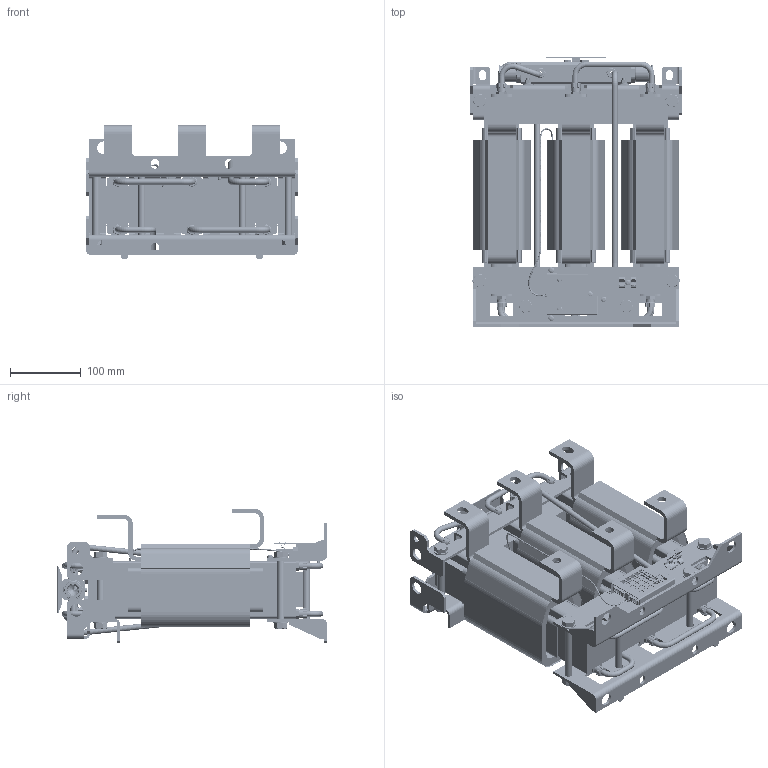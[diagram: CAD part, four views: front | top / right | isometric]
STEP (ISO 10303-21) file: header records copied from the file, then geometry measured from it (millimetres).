
FILE_DESCRIPTION(/* description */ (''),/* implementation_level */ '2;1');
FILE_NAME(/* name */ 'DPD02258.stp',/* time_stamp */ '2023-03-13T14:02:53+02:00',/* author */ (''),/* organization */ (''),/* preprocessor_version */ 'ST-DEVELOPER v16.7',/* originating_system */ 'SIEMENS PLM Software NX 1892',/* authorisation */ '');
FILE_SCHEMA (('AUTOMOTIVE_DESIGN { 1 0 10303 214 3 1 1 1 }'));
Products named in the file (1): U3193C6C63D8b35n
Bounding box: 300 x 381.25 x 188.96 mm (x, y, z)
Volume: 6675033.5 mm3; surface area: 2099187.5 mm2
Topology: 189 solids, 189 shells, 6628 faces, 16655 edges, 10816 vertices
Faces by surface type: plane 4265, cylinder 1678, cone 461, torus 178, bspline 40, sphere 4, extrusion 2
Full cylindrical faces by diameter (mm): 1 x15, 2.9 x76, 4 x7, 4.1 x1, 4.2 x6, 5 x3, 6.5 x3, 8 x7, 8.2 x3, 9 x3, 14.6 x2, 15.4 x2, 16.25 x2, 16.26 x2, 17 x2, 18.2 x2, 18.4 x2, 19.15 x2, 19.3 x2, 19.4 x2, 20.95 x2, 23.1 x2, 24 x2, 24.5 x2, 26.5 x2
Entity records: 227904 total; most frequent: CARTESIAN_POINT 45965, ORIENTED_EDGE 32638, DIRECTION 31722, EDGE_CURVE 16319, VECTOR 11038, LINE 11036, VERTEX_POINT 10703, AXIS2_PLACEMENT_3D 10342
